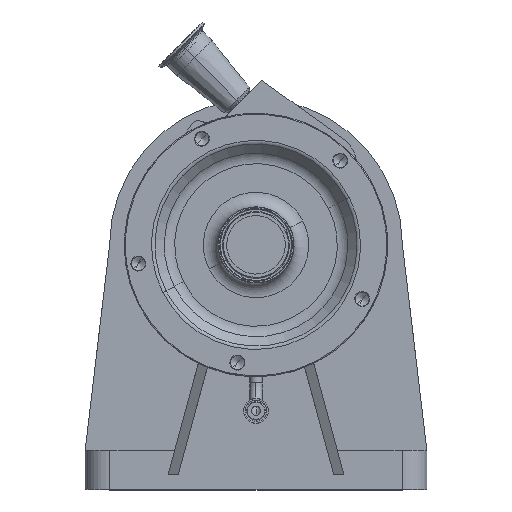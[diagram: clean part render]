
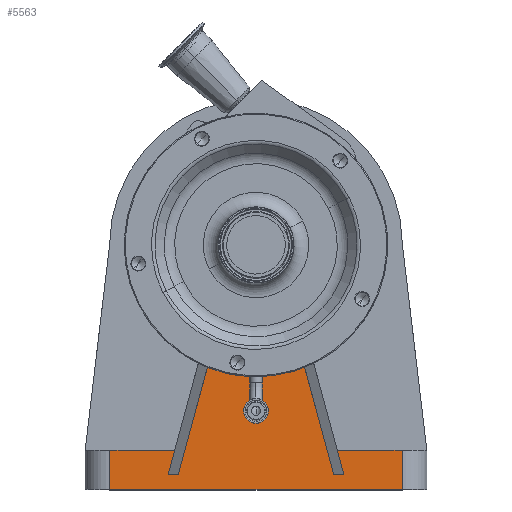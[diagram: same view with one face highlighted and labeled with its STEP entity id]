
A CAD part, top view. The second image highlights one B-rep face of the part: STEP entity #5563.
In plain terms, the highlighted planar face has unit normal (0, 0, 1).
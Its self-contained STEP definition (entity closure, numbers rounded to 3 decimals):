
#72 = CARTESIAN_POINT ( 'NONE',  ( 79.637, -235., 120. ) ) ;
#192 = EDGE_CURVE ( 'NONE', #4552, #700, #9234, .T. ) ;
#276 = ORIENTED_EDGE ( 'NONE', *, *, #2697, .T. ) ;
#411 = EDGE_CURVE ( 'NONE', #9211, #490, #8596, .T. ) ;
#432 = CARTESIAN_POINT ( 'NONE',  ( 80.35, -237.623, 120. ) ) ;
#490 = VERTEX_POINT ( 'NONE', #3164 ) ;
#580 = EDGE_CURVE ( 'NONE', #2779, #4552, #8097, .T. ) ;
#629 = VECTOR ( 'NONE', #9566, 1000. ) ;
#700 = VERTEX_POINT ( 'NONE', #3390 ) ;
#774 = VECTOR ( 'NONE', #4060, 1000. ) ;
#974 = VECTOR ( 'NONE', #7417, 1000. ) ;
#976 = CARTESIAN_POINT ( 'NONE',  ( -90., -235., 120. ) ) ;
#1150 = LINE ( 'NONE', #6838, #4672 ) ;
#1248 = FACE_OUTER_BOUND ( 'NONE', #6932, .T. ) ;
#1266 = CARTESIAN_POINT ( 'NONE',  ( -40.6, -91.387, 120. ) ) ;
#1554 = DIRECTION ( 'NONE',  ( 0., -1., 0. ) ) ;
#1702 = ORIENTED_EDGE ( 'NONE', *, *, #2127, .F. ) ;
#2033 = VECTOR ( 'NONE', #2958, 1000. ) ;
#2127 = EDGE_CURVE ( 'NONE', #9982, #6477, #10138, .T. ) ;
#2149 = DIRECTION ( 'NONE',  ( 0., 0., -1. ) ) ;
#2211 = VECTOR ( 'NONE', #3223, 1000. ) ;
#2295 = EDGE_CURVE ( 'NONE', #6947, #2913, #7069, .T. ) ;
#2378 = CARTESIAN_POINT ( 'NONE',  ( -67.186, -151.072, 120. ) ) ;
#2421 = VECTOR ( 'NONE', #7031, 1000. ) ;
#2652 = ORIENTED_EDGE ( 'NONE', *, *, #7348, .F. ) ;
#2697 = EDGE_CURVE ( 'NONE', #4225, #7089, #9725, .T. ) ;
#2779 = VERTEX_POINT ( 'NONE', #5054 ) ;
#2913 = VERTEX_POINT ( 'NONE', #2965 ) ;
#2958 = DIRECTION ( 'NONE',  ( -0.262, 0.965, 0. ) ) ;
#2965 = CARTESIAN_POINT ( 'NONE',  ( -79.637, -235., 120. ) ) ;
#2998 = CARTESIAN_POINT ( 'NONE',  ( -40.6, -91.387, 120. ) ) ;
#3144 = CARTESIAN_POINT ( 'NONE',  ( 87.773, -226.806, 120. ) ) ;
#3153 = ORIENTED_EDGE ( 'NONE', *, *, #580, .T. ) ;
#3164 = CARTESIAN_POINT ( 'NONE',  ( 40.6, -91.387, 120. ) ) ;
#3202 = VECTOR ( 'NONE', #6062, 1000. ) ;
#3223 = DIRECTION ( 'NONE',  ( 0., -1., 0. ) ) ;
#3307 = ORIENTED_EDGE ( 'NONE', *, *, #2295, .T. ) ;
#3321 = AXIS2_PLACEMENT_3D ( 'NONE', #3929, #2149, #5534 ) ;
#3390 = CARTESIAN_POINT ( 'NONE',  ( 149.6, -250., 120. ) ) ;
#3572 = DIRECTION ( 'NONE',  ( 1., 0., 0. ) ) ;
#3886 = LINE ( 'NONE', #6347, #629 ) ;
#3929 = CARTESIAN_POINT ( 'NONE',  ( 149.6, -210., 120. ) ) ;
#3979 = CARTESIAN_POINT ( 'NONE',  ( 0., 0., 120. ) ) ;
#4034 = PLANE ( 'NONE',  #3321 ) ;
#4060 = DIRECTION ( 'NONE',  ( 0.262, -0.965, 0. ) ) ;
#4194 = CARTESIAN_POINT ( 'NONE',  ( 149.6, -210., 120. ) ) ;
#4225 = VERTEX_POINT ( 'NONE', #976 ) ;
#4250 = ORIENTED_EDGE ( 'NONE', *, *, #192, .T. ) ;
#4435 = CARTESIAN_POINT ( 'NONE',  ( 90., -235., 120. ) ) ;
#4552 = VERTEX_POINT ( 'NONE', #7131 ) ;
#4553 = DIRECTION ( 'NONE',  ( -1., 0., 0. ) ) ;
#4672 = VECTOR ( 'NONE', #3572, 1000. ) ;
#5054 = CARTESIAN_POINT ( 'NONE',  ( -149.6, -210., 120. ) ) ;
#5104 = CARTESIAN_POINT ( 'NONE',  ( 149.6, -250., 120. ) ) ;
#5213 = DIRECTION ( 'NONE',  ( 1., 0., 0. ) ) ;
#5250 = EDGE_CURVE ( 'NONE', #4225, #2913, #3886, .T. ) ;
#5534 = DIRECTION ( 'NONE',  ( -1., 0., 0. ) ) ;
#5563 = ADVANCED_FACE ( 'NONE', ( #1248 ), #4034, .F. ) ;
#5570 = CARTESIAN_POINT ( 'NONE',  ( 149.6, -210., 120. ) ) ;
#5666 = LINE ( 'NONE', #3144, #774 ) ;
#6031 = EDGE_CURVE ( 'NONE', #490, #6947, #9013, .T. ) ;
#6062 = DIRECTION ( 'NONE',  ( 1., 0., 0. ) ) ;
#6291 = ORIENTED_EDGE ( 'NONE', *, *, #411, .T. ) ;
#6318 = DIRECTION ( 'NONE',  ( -0.262, -0.965, 0. ) ) ;
#6347 = CARTESIAN_POINT ( 'NONE',  ( -90., -235., 120. ) ) ;
#6477 = VERTEX_POINT ( 'NONE', #5570 ) ;
#6698 = VERTEX_POINT ( 'NONE', #4435 ) ;
#6838 = CARTESIAN_POINT ( 'NONE',  ( 149.6, -210., 120. ) ) ;
#6884 = ORIENTED_EDGE ( 'NONE', *, *, #5250, .F. ) ;
#6932 = EDGE_LOOP ( 'NONE', ( #3307, #6884, #276, #7827, #3153, #4250, #2652, #1702, #8705, #7593, #6291, #8993 ) ) ;
#6947 = VERTEX_POINT ( 'NONE', #1266 ) ;
#6989 = EDGE_CURVE ( 'NONE', #9982, #6698, #5666, .T. ) ;
#7028 = DIRECTION ( 'NONE',  ( 0., 0., -1. ) ) ;
#7031 = DIRECTION ( 'NONE',  ( 1., 0., 0. ) ) ;
#7069 = LINE ( 'NONE', #2998, #10377 ) ;
#7089 = VERTEX_POINT ( 'NONE', #8485 ) ;
#7131 = CARTESIAN_POINT ( 'NONE',  ( -149.6, -250., 120. ) ) ;
#7283 = CARTESIAN_POINT ( 'NONE',  ( -149.6, -210., 120. ) ) ;
#7348 = EDGE_CURVE ( 'NONE', #6477, #700, #8216, .T. ) ;
#7399 = VECTOR ( 'NONE', #5213, 1000. ) ;
#7417 = DIRECTION ( 'NONE',  ( 0.262, 0.965, 0. ) ) ;
#7593 = ORIENTED_EDGE ( 'NONE', *, *, #10329, .F. ) ;
#7816 = AXIS2_PLACEMENT_3D ( 'NONE', #3979, #7028, #4553 ) ;
#7827 = ORIENTED_EDGE ( 'NONE', *, *, #9246, .F. ) ;
#8097 = LINE ( 'NONE', #7283, #2211 ) ;
#8216 = LINE ( 'NONE', #4194, #9358 ) ;
#8485 = CARTESIAN_POINT ( 'NONE',  ( -83.204, -210., 120. ) ) ;
#8596 = LINE ( 'NONE', #432, #2033 ) ;
#8697 = CARTESIAN_POINT ( 'NONE',  ( 0., -235., 120. ) ) ;
#8705 = ORIENTED_EDGE ( 'NONE', *, *, #6989, .T. ) ;
#8747 = LINE ( 'NONE', #8697, #2421 ) ;
#8993 = ORIENTED_EDGE ( 'NONE', *, *, #6031, .T. ) ;
#9013 = CIRCLE ( 'NONE', #7816, 100. ) ;
#9211 = VERTEX_POINT ( 'NONE', #72 ) ;
#9234 = LINE ( 'NONE', #5104, #7399 ) ;
#9246 = EDGE_CURVE ( 'NONE', #2779, #7089, #1150, .T. ) ;
#9334 = CARTESIAN_POINT ( 'NONE',  ( 149.6, -210., 120. ) ) ;
#9358 = VECTOR ( 'NONE', #1554, 1000. ) ;
#9566 = DIRECTION ( 'NONE',  ( 1., 0., 0. ) ) ;
#9725 = LINE ( 'NONE', #2378, #974 ) ;
#9982 = VERTEX_POINT ( 'NONE', #10374 ) ;
#10138 = LINE ( 'NONE', #9334, #3202 ) ;
#10329 = EDGE_CURVE ( 'NONE', #9211, #6698, #8747, .T. ) ;
#10374 = CARTESIAN_POINT ( 'NONE',  ( 83.204, -210., 120. ) ) ;
#10377 = VECTOR ( 'NONE', #6318, 1000. ) ;
